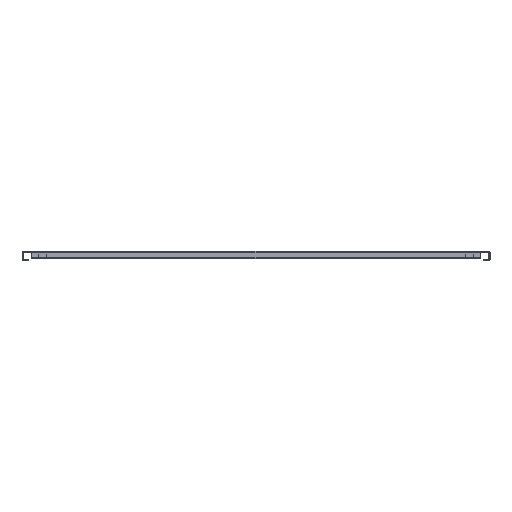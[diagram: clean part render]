
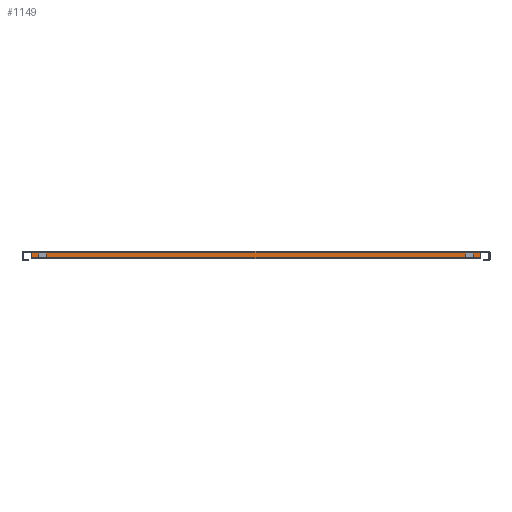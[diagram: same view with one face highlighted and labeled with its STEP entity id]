
A CAD part, left-side view. The second image highlights one B-rep face of the part: STEP entity #1149.
In plain terms, the highlighted planar face has unit normal (-1, 0, 0).
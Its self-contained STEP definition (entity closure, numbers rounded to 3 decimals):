
#55 = VECTOR ( 'NONE', #2334, 1000. ) ;
#58 = VECTOR ( 'NONE', #2338, 1000. ) ;
#59 = LINE ( 'NONE', #2337, #55 ) ;
#62 = VECTOR ( 'NONE', #2350, 1000. ) ;
#65 = VECTOR ( 'NONE', #2346, 1000. ) ;
#66 = LINE ( 'NONE', #2345, #58 ) ;
#68 = VECTOR ( 'NONE', #2352, 1000. ) ;
#69 = LINE ( 'NONE', #3349, #68 ) ;
#70 = LINE ( 'NONE', #3302, #72 ) ;
#72 = VECTOR ( 'NONE', #2252, 1000. ) ;
#74 = LINE ( 'NONE', #2351, #65 ) ;
#110 = EDGE_LOOP ( 'NONE', ( #3143, #3139, #3141, #3134 ) ) ;
#111 = EDGE_LOOP ( 'NONE', ( #3136, #3137, #3131, #3164 ) ) ;
#298 = LINE ( 'NONE', #3578, #62 ) ;
#359 = EDGE_CURVE ( 'NONE', #738, #746, #70, .T. ) ;
#360 = EDGE_CURVE ( 'NONE', #746, #558, #69, .T. ) ;
#361 = EDGE_CURVE ( 'NONE', #704, #734, #298, .T. ) ;
#362 = EDGE_CURVE ( 'NONE', #734, #737, #74, .T. ) ;
#364 = EDGE_CURVE ( 'NONE', #722, #730, #66, .T. ) ;
#366 = EDGE_CURVE ( 'NONE', #724, #757, #59, .T. ) ;
#558 = VERTEX_POINT ( 'NONE', #2021 ) ;
#704 = VERTEX_POINT ( 'NONE', #1738 ) ;
#722 = VERTEX_POINT ( 'NONE', #1658 ) ;
#724 = VERTEX_POINT ( 'NONE', #1654 ) ;
#730 = VERTEX_POINT ( 'NONE', #1632 ) ;
#731 = VERTEX_POINT ( 'NONE', #1626 ) ;
#734 = VERTEX_POINT ( 'NONE', #1618 ) ;
#736 = VERTEX_POINT ( 'NONE', #1614 ) ;
#737 = VERTEX_POINT ( 'NONE', #1605 ) ;
#738 = VERTEX_POINT ( 'NONE', #1600 ) ;
#746 = VERTEX_POINT ( 'NONE', #1565 ) ;
#757 = VERTEX_POINT ( 'NONE', #1674 ) ;
#1149 = ADVANCED_FACE ( 'NONE', ( #1856, #1849, #1847 ), #2534, .F. ) ;
#1318 = EDGE_CURVE ( 'NONE', #724, #722, #3612, .T. ) ;
#1357 = EDGE_CURVE ( 'NONE', #558, #736, #2826, .T. ) ;
#1358 = EDGE_CURVE ( 'NONE', #737, #731, #2835, .T. ) ;
#1362 = EDGE_CURVE ( 'NONE', #730, #757, #1405, .T. ) ;
#1363 = EDGE_CURVE ( 'NONE', #731, #704, #1409, .T. ) ;
#1364 = EDGE_CURVE ( 'NONE', #736, #738, #1395, .T. ) ;
#1395 = LINE ( 'NONE', #1687, #1396 ) ;
#1396 = VECTOR ( 'NONE', #1685, 1000. ) ;
#1404 = VECTOR ( 'NONE', #1698, 1000. ) ;
#1405 = LINE ( 'NONE', #1699, #1404 ) ;
#1408 = VECTOR ( 'NONE', #1691, 1000. ) ;
#1409 = LINE ( 'NONE', #1701, #1408 ) ;
#1526 = CARTESIAN_POINT ( 'NONE',  ( -942.51, 627.5, -14.5 ) ) ;
#1527 = DIRECTION ( 'NONE',  ( 0., 0., 1. ) ) ;
#1529 = DIRECTION ( 'NONE',  ( 0., 0., 1. ) ) ;
#1532 = CARTESIAN_POINT ( 'NONE',  ( -942.51, -649.5, -14.5 ) ) ;
#1565 = CARTESIAN_POINT ( 'NONE',  ( -942.51, 649.5, -14.5 ) ) ;
#1600 = CARTESIAN_POINT ( 'NONE',  ( -942.51, 649.5, -1.5 ) ) ;
#1605 = CARTESIAN_POINT ( 'NONE',  ( -942.51, -649.5, -14.5 ) ) ;
#1614 = CARTESIAN_POINT ( 'NONE',  ( -942.51, 627.5, -1.5 ) ) ;
#1618 = CARTESIAN_POINT ( 'NONE',  ( -942.51, -627.5, -14.5 ) ) ;
#1626 = CARTESIAN_POINT ( 'NONE',  ( -942.51, -649.5, -1.5 ) ) ;
#1632 = CARTESIAN_POINT ( 'NONE',  ( -942.51, -671.5, -15.99 ) ) ;
#1654 = CARTESIAN_POINT ( 'NONE',  ( -942.51, 671.5, -0.01 ) ) ;
#1658 = CARTESIAN_POINT ( 'NONE',  ( -942.51, 671.5, -15.99 ) ) ;
#1674 = CARTESIAN_POINT ( 'NONE',  ( -942.51, -671.5, -0.01 ) ) ;
#1685 = DIRECTION ( 'NONE',  ( 0., 1., 0. ) ) ;
#1687 = CARTESIAN_POINT ( 'NONE',  ( -942.51, 627.5, -1.5 ) ) ;
#1691 = DIRECTION ( 'NONE',  ( 0., 1., 0. ) ) ;
#1698 = DIRECTION ( 'NONE',  ( 0., 0., 1. ) ) ;
#1699 = CARTESIAN_POINT ( 'NONE',  ( -942.51, -671.5, 0. ) ) ;
#1701 = CARTESIAN_POINT ( 'NONE',  ( -942.51, -627.5, -1.5 ) ) ;
#1738 = CARTESIAN_POINT ( 'NONE',  ( -942.51, -627.5, -1.5 ) ) ;
#1847 = FACE_OUTER_BOUND ( 'NONE', #111, .T. ) ;
#1849 = FACE_BOUND ( 'NONE', #110, .T. ) ;
#1856 = FACE_BOUND ( 'NONE', #2796, .T. ) ;
#2021 = CARTESIAN_POINT ( 'NONE',  ( -942.51, 627.5, -14.5 ) ) ;
#2252 = DIRECTION ( 'NONE',  ( 0., 0., -1. ) ) ;
#2334 = DIRECTION ( 'NONE',  ( 0., -1., 0. ) ) ;
#2337 = CARTESIAN_POINT ( 'NONE',  ( -942.51, -671.5, -0.01 ) ) ;
#2338 = DIRECTION ( 'NONE',  ( 0., -1., 0. ) ) ;
#2345 = CARTESIAN_POINT ( 'NONE',  ( -942.51, 671.5, -15.99 ) ) ;
#2346 = DIRECTION ( 'NONE',  ( 0., -1., 0. ) ) ;
#2350 = DIRECTION ( 'NONE',  ( 0., 0., -1. ) ) ;
#2351 = CARTESIAN_POINT ( 'NONE',  ( -942.51, -627.5, -14.5 ) ) ;
#2352 = DIRECTION ( 'NONE',  ( 0., -1., 0. ) ) ;
#2412 = DIRECTION ( 'NONE',  ( 0., 0., -1. ) ) ;
#2445 = CARTESIAN_POINT ( 'NONE',  ( -942.51, 671.5, -16. ) ) ;
#2525 = CARTESIAN_POINT ( 'NONE',  ( -942.51, -671.5, 0. ) ) ;
#2534 = PLANE ( 'NONE',  #3312 ) ;
#2537 = DIRECTION ( 'NONE',  ( 0., 0., -1. ) ) ;
#2539 = DIRECTION ( 'NONE',  ( 1., 0., 0. ) ) ;
#2796 = EDGE_LOOP ( 'NONE', ( #3111, #3160, #3158, #3163 ) ) ;
#2826 = LINE ( 'NONE', #1526, #2829 ) ;
#2829 = VECTOR ( 'NONE', #1527, 1000. ) ;
#2835 = LINE ( 'NONE', #1532, #2856 ) ;
#2856 = VECTOR ( 'NONE', #1529, 1000. ) ;
#3111 = ORIENTED_EDGE ( 'NONE', *, *, #359, .F. ) ;
#3131 = ORIENTED_EDGE ( 'NONE', *, *, #366, .F. ) ;
#3134 = ORIENTED_EDGE ( 'NONE', *, *, #361, .F. ) ;
#3136 = ORIENTED_EDGE ( 'NONE', *, *, #364, .T. ) ;
#3137 = ORIENTED_EDGE ( 'NONE', *, *, #1362, .T. ) ;
#3139 = ORIENTED_EDGE ( 'NONE', *, *, #1358, .F. ) ;
#3141 = ORIENTED_EDGE ( 'NONE', *, *, #362, .F. ) ;
#3143 = ORIENTED_EDGE ( 'NONE', *, *, #1363, .F. ) ;
#3158 = ORIENTED_EDGE ( 'NONE', *, *, #1357, .F. ) ;
#3160 = ORIENTED_EDGE ( 'NONE', *, *, #1364, .F. ) ;
#3163 = ORIENTED_EDGE ( 'NONE', *, *, #360, .F. ) ;
#3164 = ORIENTED_EDGE ( 'NONE', *, *, #1318, .T. ) ;
#3302 = CARTESIAN_POINT ( 'NONE',  ( -942.51, 649.5, -14.5 ) ) ;
#3312 = AXIS2_PLACEMENT_3D ( 'NONE', #2525, #2539, #2537 ) ;
#3349 = CARTESIAN_POINT ( 'NONE',  ( -942.51, 627.5, -14.5 ) ) ;
#3578 = CARTESIAN_POINT ( 'NONE',  ( -942.51, -627.5, -14.5 ) ) ;
#3612 = LINE ( 'NONE', #2445, #3631 ) ;
#3631 = VECTOR ( 'NONE', #2412, 1000. ) ;
